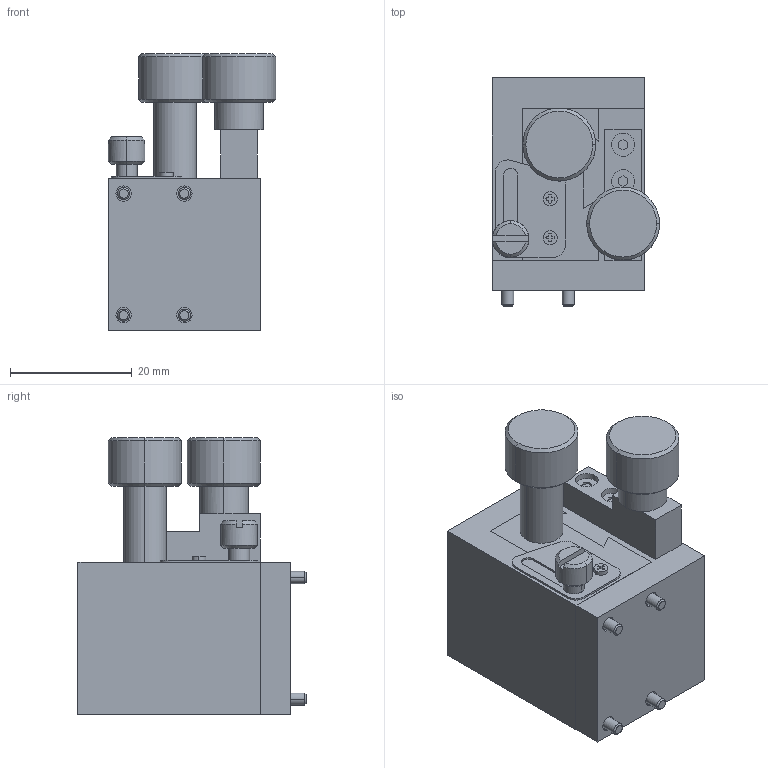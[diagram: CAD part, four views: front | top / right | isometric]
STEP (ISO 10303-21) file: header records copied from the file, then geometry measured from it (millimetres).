
FILE_DESCRIPTION( ( '' ), '1' );
FILE_NAME( 'XZLNG25.stp', '2020-11-08T12:07:32', ( '' ), ( '' ), ' ', ' ', ' ' );
FILE_SCHEMA( ( 'CONFIG_CONTROL_DESIGN' ) );
Length unit declared in the file: millimetre
Products named in the file (9): 1; 2; 3; 4; 5; 6; 7; 8; 9
Bounding box: 27.5 x 37.5 x 45.5 mm (x, y, z)
Volume: 24773.7 mm3; surface area: 13723.8 mm2
Topology: 9 solids, 9 shells, 358 faces, 847 edges, 524 vertices
Faces by surface type: plane 179, cylinder 101, cone 78
Entity records: 10690 total; most frequent: DIRECTION 1864, CARTESIAN_POINT 1834, ORIENTED_EDGE 1666, EDGE_CURVE 833, AXIS2_PLACEMENT_3D 674, VERTEX_POINT 524, LINE 516, VECTOR 516
